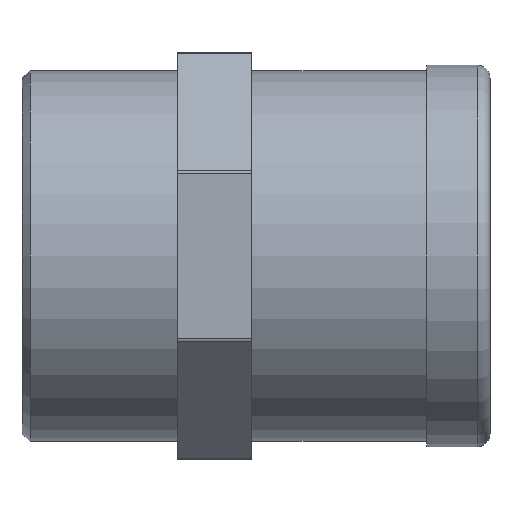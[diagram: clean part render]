
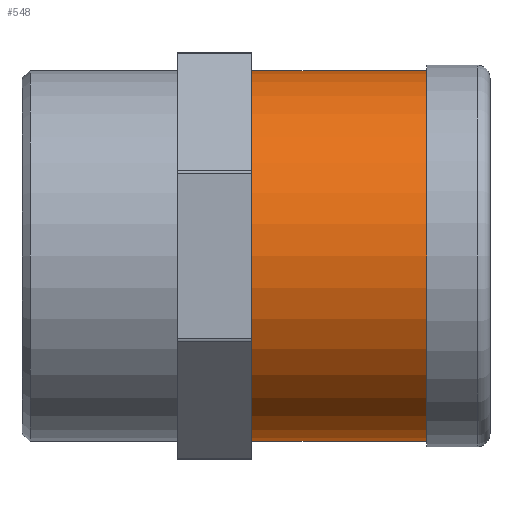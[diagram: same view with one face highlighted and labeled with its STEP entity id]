
A CAD part, front view. The second image highlights one B-rep face of the part: STEP entity #548.
In plain terms, the highlighted cylindrical face has radius 25 mm (diameter 50 mm), a full revolution.
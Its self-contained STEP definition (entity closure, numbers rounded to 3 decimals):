
#52=LINE('',#965,#91);
#91=VECTOR('',#801,25.);
#107=CYLINDRICAL_SURFACE('',#634,25.);
#142=FACE_OUTER_BOUND('',#179,.T.);
#179=EDGE_LOOP('',(#463,#464,#465,#466));
#188=CIRCLE('',#576,25.);
#221=CIRCLE('',#635,25.);
#224=VERTEX_POINT('',#823);
#271=VERTEX_POINT('',#964);
#274=EDGE_CURVE('',#224,#224,#188,.T.);
#342=EDGE_CURVE('',#224,#271,#52,.T.);
#343=EDGE_CURVE('',#271,#271,#221,.T.);
#463=ORIENTED_EDGE('',*,*,#274,.T.);
#464=ORIENTED_EDGE('',*,*,#342,.T.);
#465=ORIENTED_EDGE('',*,*,#343,.T.);
#466=ORIENTED_EDGE('',*,*,#342,.F.);
#548=ADVANCED_FACE('',(#142),#107,.T.);
#576=AXIS2_PLACEMENT_3D('',#824,#648,#649);
#634=AXIS2_PLACEMENT_3D('',#963,#799,#800);
#635=AXIS2_PLACEMENT_3D('',#966,#802,#803);
#648=DIRECTION('center_axis',(-1.,0.,0.));
#649=DIRECTION('ref_axis',(0.,1.,0.));
#799=DIRECTION('center_axis',(1.,0.,0.));
#800=DIRECTION('ref_axis',(0.,1.,0.));
#801=DIRECTION('',(-1.,0.,0.));
#802=DIRECTION('center_axis',(1.,0.,0.));
#803=DIRECTION('ref_axis',(0.,1.,0.));
#823=CARTESIAN_POINT('',(18.6,-25.,0.));
#824=CARTESIAN_POINT('Origin',(18.6,0.,0.));
#963=CARTESIAN_POINT('Origin',(-4.8,0.,0.));
#964=CARTESIAN_POINT('',(-5.,-25.,0.));
#965=CARTESIAN_POINT('',(-4.8,-25.,0.));
#966=CARTESIAN_POINT('Origin',(-5.,0.,0.));
